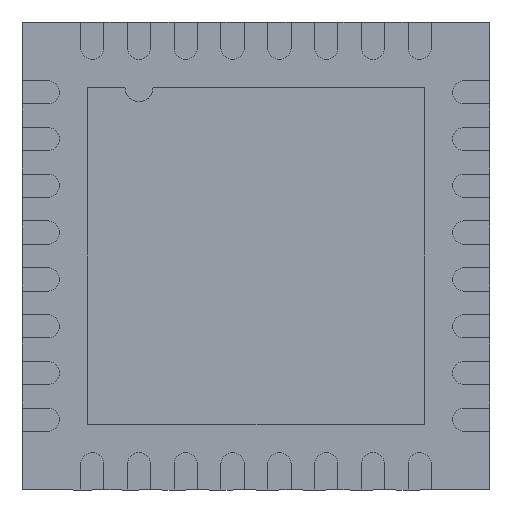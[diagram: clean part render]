
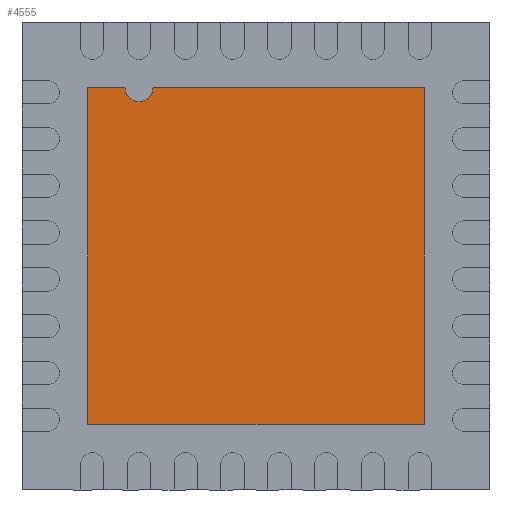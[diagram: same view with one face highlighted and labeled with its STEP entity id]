
A CAD part, front view. The second image highlights one B-rep face of the part: STEP entity #4555.
In plain terms, the highlighted planar face has unit normal (0, -1, 0).
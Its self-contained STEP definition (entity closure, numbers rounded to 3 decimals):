
#82 = VECTOR ( 'NONE', #9350, 1000. ) ;
#101 = CARTESIAN_POINT ( 'NONE',  ( 1.8, 0., -1.8 ) ) ;
#194 = CARTESIAN_POINT ( 'NONE',  ( -1.25, 0., 1.8 ) ) ;
#483 = CARTESIAN_POINT ( 'NONE',  ( 1.8, 0., 1.8 ) ) ;
#972 = EDGE_CURVE ( 'NONE', #3574, #9968, #1788, .T. ) ;
#1038 = DIRECTION ( 'NONE',  ( 0., 1., 0. ) ) ;
#1139 = LINE ( 'NONE', #483, #5980 ) ;
#1290 = VERTEX_POINT ( 'NONE', #7680 ) ;
#1321 = DIRECTION ( 'NONE',  ( 0., 0., 1. ) ) ;
#1396 = DIRECTION ( 'NONE',  ( 0., 0., -1. ) ) ;
#1440 = EDGE_LOOP ( 'NONE', ( #5058, #10118, #2756, #6581, #3310, #8341, #3195 ) ) ;
#1463 = LINE ( 'NONE', #8614, #4685 ) ;
#1580 = EDGE_CURVE ( 'NONE', #9968, #1290, #1463, .T. ) ;
#1753 = EDGE_CURVE ( 'NONE', #2305, #8793, #2630, .T. ) ;
#1756 = CARTESIAN_POINT ( 'NONE',  ( 1.8, 0., -1.8 ) ) ;
#1788 = CIRCLE ( 'NONE', #9713, 0.15 ) ;
#2241 = AXIS2_PLACEMENT_3D ( 'NONE', #10666, #9838, #1396 ) ;
#2305 = VERTEX_POINT ( 'NONE', #101 ) ;
#2351 = LINE ( 'NONE', #1756, #82 ) ;
#2352 = CARTESIAN_POINT ( 'NONE',  ( -1.1, 0., 1.8 ) ) ;
#2630 = LINE ( 'NONE', #3966, #2903 ) ;
#2756 = ORIENTED_EDGE ( 'NONE', *, *, #9033, .T. ) ;
#2785 = DIRECTION ( 'NONE',  ( 0., 0., -1. ) ) ;
#2903 = VECTOR ( 'NONE', #1321, 1000. ) ;
#3149 = FACE_OUTER_BOUND ( 'NONE', #1440, .T. ) ;
#3195 = ORIENTED_EDGE ( 'NONE', *, *, #972, .T. ) ;
#3310 = ORIENTED_EDGE ( 'NONE', *, *, #4472, .T. ) ;
#3513 = VERTEX_POINT ( 'NONE', #2352 ) ;
#3574 = VERTEX_POINT ( 'NONE', #4324 ) ;
#3929 = DIRECTION ( 'NONE',  ( 0., 0., -1. ) ) ;
#3966 = CARTESIAN_POINT ( 'NONE',  ( 1.8, 0., -1.8 ) ) ;
#4012 = CARTESIAN_POINT ( 'NONE',  ( -1.25, 0., 1.8 ) ) ;
#4042 = CARTESIAN_POINT ( 'NONE',  ( 1.8, 0., 1.8 ) ) ;
#4324 = CARTESIAN_POINT ( 'NONE',  ( -1.25, 0., 1.65 ) ) ;
#4472 = EDGE_CURVE ( 'NONE', #8793, #3513, #1139, .T. ) ;
#4555 = ADVANCED_FACE ( 'NONE', ( #3149 ), #4672, .T. ) ;
#4672 = PLANE ( 'NONE',  #2241 ) ;
#4685 = VECTOR ( 'NONE', #8648, 1000. ) ;
#4888 = AXIS2_PLACEMENT_3D ( 'NONE', #194, #1038, #10519 ) ;
#4908 = CARTESIAN_POINT ( 'NONE',  ( -1.8, 0., -1.8 ) ) ;
#5058 = ORIENTED_EDGE ( 'NONE', *, *, #1580, .T. ) ;
#5067 = VECTOR ( 'NONE', #2785, 1000. ) ;
#5342 = CARTESIAN_POINT ( 'NONE',  ( -1.4, 0., 1.8 ) ) ;
#5980 = VECTOR ( 'NONE', #8904, 1000. ) ;
#6581 = ORIENTED_EDGE ( 'NONE', *, *, #1753, .T. ) ;
#7309 = LINE ( 'NONE', #7911, #5067 ) ;
#7680 = CARTESIAN_POINT ( 'NONE',  ( -1.8, 0., 1.8 ) ) ;
#7911 = CARTESIAN_POINT ( 'NONE',  ( -1.8, 0., -1.8 ) ) ;
#8112 = CIRCLE ( 'NONE', #4888, 0.15 ) ;
#8341 = ORIENTED_EDGE ( 'NONE', *, *, #9556, .T. ) ;
#8614 = CARTESIAN_POINT ( 'NONE',  ( -1.4, 0., 1.8 ) ) ;
#8648 = DIRECTION ( 'NONE',  ( -1., 0., 0. ) ) ;
#8793 = VERTEX_POINT ( 'NONE', #4042 ) ;
#8904 = DIRECTION ( 'NONE',  ( -1., 0., 0. ) ) ;
#9015 = DIRECTION ( 'NONE',  ( 0., 1., 0. ) ) ;
#9033 = EDGE_CURVE ( 'NONE', #10572, #2305, #2351, .T. ) ;
#9350 = DIRECTION ( 'NONE',  ( 1., 0., 0. ) ) ;
#9556 = EDGE_CURVE ( 'NONE', #3513, #3574, #8112, .T. ) ;
#9614 = EDGE_CURVE ( 'NONE', #1290, #10572, #7309, .T. ) ;
#9713 = AXIS2_PLACEMENT_3D ( 'NONE', #4012, #9015, #3929 ) ;
#9838 = DIRECTION ( 'NONE',  ( 0., -1., 0. ) ) ;
#9968 = VERTEX_POINT ( 'NONE', #5342 ) ;
#10118 = ORIENTED_EDGE ( 'NONE', *, *, #9614, .T. ) ;
#10519 = DIRECTION ( 'NONE',  ( 0., 0., -1. ) ) ;
#10572 = VERTEX_POINT ( 'NONE', #4908 ) ;
#10666 = CARTESIAN_POINT ( 'NONE',  ( -1.25, 0., 1.8 ) ) ;
